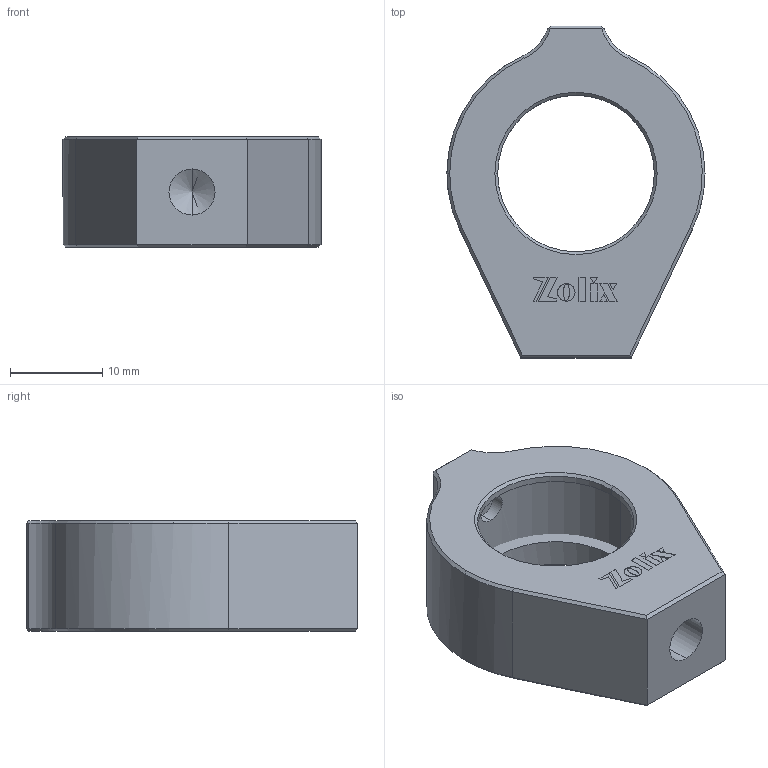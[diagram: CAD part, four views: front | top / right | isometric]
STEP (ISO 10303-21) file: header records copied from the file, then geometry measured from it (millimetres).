
FILE_DESCRIPTION (( 'STEP AP214' ), '1' );
FILE_NAME ('NLB20.step', '2019-05-10T01:43:48', ( '' ), ( '' ), 'SwSTEP 2.0', 'SolidWorks 2016', '' );
FILE_SCHEMA (( 'AUTOMOTIVE_DESIGN' ));
Length unit declared in the file: millimetre
Products named in the file (1): NLB20
Bounding box: 28 x 36 x 12 mm (x, y, z)
Volume: 5457.8 mm3; surface area: 3793.4 mm2
Topology: 4 solids, 4 shells, 240 faces, 634 edges, 410 vertices
Faces by surface type: plane 192, cone 27, cylinder 21
Entity records: 10045 total; most frequent: CARTESIAN_POINT 1367, ORIENTED_EDGE 1260, DIRECTION 1178, EDGE_CURVE 630, VECTOR 536, LINE 536, VERTEX_POINT 410, AXIS2_PLACEMENT_3D 321
